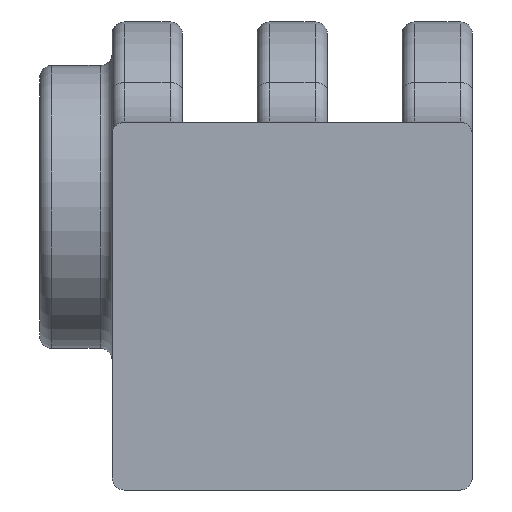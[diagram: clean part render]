
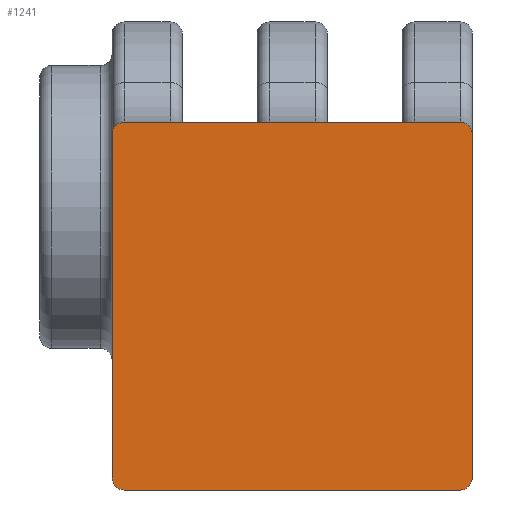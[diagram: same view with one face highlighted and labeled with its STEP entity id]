
A CAD part, front view. The second image highlights one B-rep face of the part: STEP entity #1241.
In plain terms, the highlighted planar face has unit normal (0, -1, 0).
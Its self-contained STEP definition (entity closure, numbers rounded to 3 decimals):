
#19=ELLIPSE('',#1350,0.517,0.5);
#20=ELLIPSE('',#1351,0.517,0.5);
#82=CIRCLE('',#1348,0.5);
#83=CIRCLE('',#1349,0.5);
#199=FACE_OUTER_BOUND('',#277,.T.);
#277=EDGE_LOOP('',(#857,#858,#859,#860,#861,#862,#863,#864));
#369=LINE('',#2043,#450);
#370=LINE('',#2047,#451);
#371=LINE('',#2051,#452);
#372=LINE('',#2055,#453);
#450=VECTOR('',#1557,1000.);
#451=VECTOR('',#1560,1000.);
#452=VECTOR('',#1563,1000.);
#453=VECTOR('',#1566,10.);
#538=VERTEX_POINT('',#2041);
#539=VERTEX_POINT('',#2042);
#540=VERTEX_POINT('',#2044);
#541=VERTEX_POINT('',#2046);
#542=VERTEX_POINT('',#2048);
#543=VERTEX_POINT('',#2050);
#544=VERTEX_POINT('',#2052);
#545=VERTEX_POINT('',#2054);
#661=EDGE_CURVE('',#538,#539,#369,.T.);
#662=EDGE_CURVE('',#540,#538,#82,.T.);
#663=EDGE_CURVE('',#541,#540,#370,.T.);
#664=EDGE_CURVE('',#542,#541,#83,.T.);
#665=EDGE_CURVE('',#543,#542,#371,.T.);
#666=EDGE_CURVE('',#544,#543,#19,.T.);
#667=EDGE_CURVE('',#545,#544,#372,.T.);
#668=EDGE_CURVE('',#539,#545,#20,.T.);
#857=ORIENTED_EDGE('',*,*,#661,.F.);
#858=ORIENTED_EDGE('',*,*,#662,.F.);
#859=ORIENTED_EDGE('',*,*,#663,.F.);
#860=ORIENTED_EDGE('',*,*,#664,.F.);
#861=ORIENTED_EDGE('',*,*,#665,.F.);
#862=ORIENTED_EDGE('',*,*,#666,.F.);
#863=ORIENTED_EDGE('',*,*,#667,.F.);
#864=ORIENTED_EDGE('',*,*,#668,.F.);
#1219=PLANE('',#1347);
#1241=ADVANCED_FACE('',(#199),#1219,.F.);
#1347=AXIS2_PLACEMENT_3D('',#2040,#1555,#1556);
#1348=AXIS2_PLACEMENT_3D('',#2045,#1558,#1559);
#1349=AXIS2_PLACEMENT_3D('',#2049,#1561,#1562);
#1350=AXIS2_PLACEMENT_3D('',#2053,#1564,#1565);
#1351=AXIS2_PLACEMENT_3D('',#2056,#1567,#1568);
#1555=DIRECTION('center_axis',(0.,1.,0.));
#1556=DIRECTION('ref_axis',(0.,0.,1.));
#1557=DIRECTION('',(0.,0.,-1.));
#1558=DIRECTION('center_axis',(0.,1.,0.));
#1559=DIRECTION('ref_axis',(0.,0.,1.));
#1560=DIRECTION('',(1.,0.,0.));
#1561=DIRECTION('center_axis',(0.,1.,0.));
#1562=DIRECTION('ref_axis',(0.,0.,1.));
#1563=DIRECTION('',(0.,0.,1.));
#1564=DIRECTION('center_axis',(0.,1.,0.));
#1565=DIRECTION('ref_axis',(0.,0.,1.));
#1566=DIRECTION('',(-1.,0.,0.));
#1567=DIRECTION('center_axis',(0.,1.,0.));
#1568=DIRECTION('ref_axis',(0.,0.,-1.));
#2040=CARTESIAN_POINT('Origin',(0.,5.1,0.));
#2041=CARTESIAN_POINT('',(7.4,5.1,7.5));
#2042=CARTESIAN_POINT('',(7.4,5.1,-6.694));
#2043=CARTESIAN_POINT('',(7.4,5.1,-6.824));
#2044=CARTESIAN_POINT('',(6.9,5.1,8.));
#2045=CARTESIAN_POINT('Origin',(6.9,5.1,7.5));
#2046=CARTESIAN_POINT('',(-7.,5.1,8.));
#2047=CARTESIAN_POINT('',(6.9,5.1,8.));
#2048=CARTESIAN_POINT('',(-7.5,5.1,7.5));
#2049=CARTESIAN_POINT('Origin',(-7.,5.1,7.5));
#2050=CARTESIAN_POINT('',(-7.5,5.1,-6.694));
#2051=CARTESIAN_POINT('',(-7.5,5.1,0.));
#2052=CARTESIAN_POINT('',(-7.,5.1,-7.211));
#2053=CARTESIAN_POINT('Origin',(-7.,5.1,-6.694));
#2054=CARTESIAN_POINT('',(6.9,5.1,-7.211));
#2055=CARTESIAN_POINT('',(3.7,5.1,-7.211));
#2056=CARTESIAN_POINT('Origin',(6.9,5.1,-6.694));
